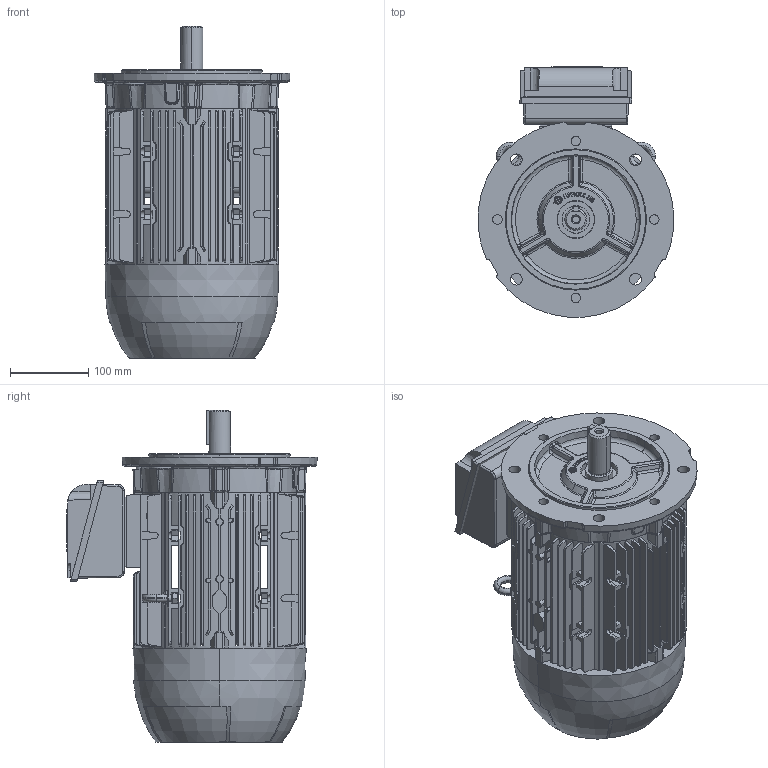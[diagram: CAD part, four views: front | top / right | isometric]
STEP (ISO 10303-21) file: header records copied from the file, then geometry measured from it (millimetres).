
FILE_DESCRIPTION (( 'STEP AP203' ), '1' );
FILE_NAME ('112L_SP_FF_TOP.STEP', '2022-06-28T16:55:32', ( '' ), ( '' ), 'SwSTEP 2.0', 'SolidWorks 2020', '' );
FILE_SCHEMA (( 'CONFIG_CONTROL_DESIGN' ));
Length unit declared in the file: millimetre
Products named in the file (1): 112L_SP_FF_TOP
Bounding box: 249.52 x 319.16 x 423.2 mm (x, y, z)
Surface area: 710678 mm2 (no closed solid volume)
Topology: 0 solids, 14 shells, 1905 faces, 5774 edges, 3800 vertices
Faces by surface type: plane 973, cylinder 416, cone 214, bspline 198, torus 100, sphere 4
Entity records: 73503 total; most frequent: CARTESIAN_POINT 26639, ORIENTED_EDGE 10297, DIRECTION 8525, EDGE_CURVE 5732, VERTEX_POINT 3800, VECTOR 2969, LINE 2969, AXIS2_PLACEMENT_3D 2778
